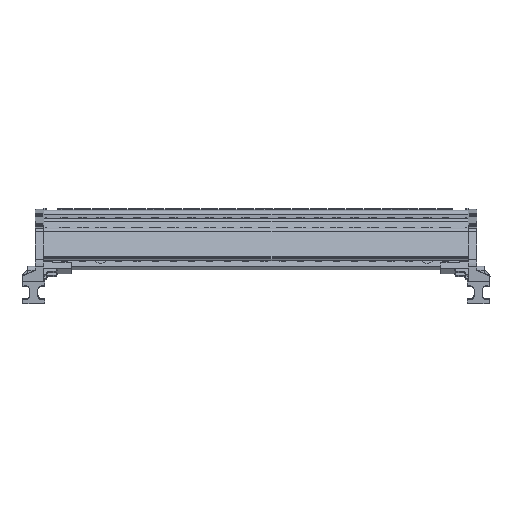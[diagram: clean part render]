
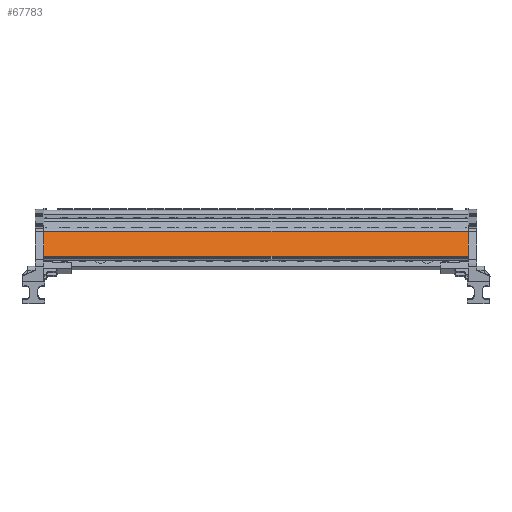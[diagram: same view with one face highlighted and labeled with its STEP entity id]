
A CAD part, top view. The second image highlights one B-rep face of the part: STEP entity #67783.
In plain terms, the highlighted planar face has unit normal (0, 0.276, 0.961).
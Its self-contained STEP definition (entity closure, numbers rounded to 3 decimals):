
#54743 = CARTESIAN_POINT ( 'NONE',  ( -248.302, 255.321, 45.469 ) ) ;
#55157 = CARTESIAN_POINT ( 'NONE',  ( 44.176, 255.321, 45.469 ) ) ;
#55328 = CARTESIAN_POINT ( 'NONE',  ( 44.176, 274.443, 39.986 ) ) ;
#55874 = CARTESIAN_POINT ( 'NONE',  ( -248.302, 274.443, 39.986 ) ) ;
#63315 = AXIS2_PLACEMENT_3D ( 'NONE', #122868, #122784, #122786 ) ;
#67783 = ADVANCED_FACE ( 'NONE', ( #122794 ), #122780, .T. ) ;
#68663 = VECTOR ( 'NONE', #155215, 1000. ) ;
#69453 = VECTOR ( 'NONE', #154271, 1000. ) ;
#69503 = VECTOR ( 'NONE', #157698, 1000. ) ;
#69651 = VECTOR ( 'NONE', #157929, 1000. ) ;
#106028 = VERTEX_POINT ( 'NONE', #54743 ) ;
#106082 = VERTEX_POINT ( 'NONE', #55157 ) ;
#106186 = VERTEX_POINT ( 'NONE', #55328 ) ;
#106286 = VERTEX_POINT ( 'NONE', #55874 ) ;
#119477 = EDGE_LOOP ( 'NONE', ( #120884, #120860, #120852, #120968 ) ) ;
#120852 = ORIENTED_EDGE ( 'NONE', *, *, #132611, .T. ) ;
#120860 = ORIENTED_EDGE ( 'NONE', *, *, #133211, .T. ) ;
#120884 = ORIENTED_EDGE ( 'NONE', *, *, #133080, .T. ) ;
#120968 = ORIENTED_EDGE ( 'NONE', *, *, #133257, .F. ) ;
#122780 = PLANE ( 'NONE',  #63315 ) ;
#122784 = DIRECTION ( 'NONE',  ( 0., 0.276, 0.961 ) ) ;
#122786 = DIRECTION ( 'NONE',  ( 0., -0.961, 0.276 ) ) ;
#122794 = FACE_OUTER_BOUND ( 'NONE', #119477, .T. ) ;
#122868 = CARTESIAN_POINT ( 'NONE',  ( -152.074, 266.403, 42.292 ) ) ;
#132611 = EDGE_CURVE ( 'NONE', #106028, #106082, #155343, .T. ) ;
#133080 = EDGE_CURVE ( 'NONE', #106186, #106286, #154293, .T. ) ;
#133211 = EDGE_CURVE ( 'NONE', #106286, #106028, #157671, .T. ) ;
#133257 = EDGE_CURVE ( 'NONE', #106186, #106082, #157755, .T. ) ;
#154268 = CARTESIAN_POINT ( 'NONE',  ( -152.074, 274.443, 39.986 ) ) ;
#154271 = DIRECTION ( 'NONE',  ( -1., 0., 0. ) ) ;
#154293 = LINE ( 'NONE', #154268, #69453 ) ;
#155215 = DIRECTION ( 'NONE',  ( 1., 0., 0. ) ) ;
#155319 = CARTESIAN_POINT ( 'NONE',  ( -152.074, 255.321, 45.469 ) ) ;
#155343 = LINE ( 'NONE', #155319, #68663 ) ;
#157671 = LINE ( 'NONE', #157705, #69503 ) ;
#157698 = DIRECTION ( 'NONE',  ( 0., -0.961, 0.276 ) ) ;
#157705 = CARTESIAN_POINT ( 'NONE',  ( -248.302, 266.403, 42.292 ) ) ;
#157755 = LINE ( 'NONE', #157927, #69651 ) ;
#157927 = CARTESIAN_POINT ( 'NONE',  ( 44.176, 274.443, 39.986 ) ) ;
#157929 = DIRECTION ( 'NONE',  ( 0., -0.961, 0.276 ) ) ;
